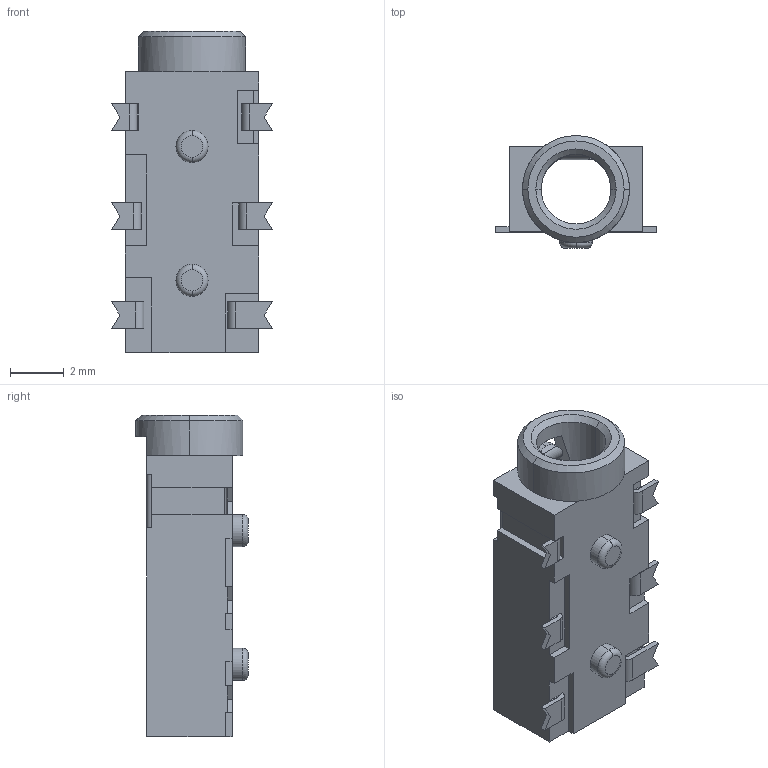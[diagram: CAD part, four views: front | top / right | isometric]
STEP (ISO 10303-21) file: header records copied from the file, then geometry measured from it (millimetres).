
FILE_DESCRIPTION (( 'STEP AP214' ), '1' );
FILE_NAME ('STX-25427-6N-TR_A.STEP', '2019-09-03T22:40:36', ( '' ), ( '' ), 'SwSTEP 2.0', 'SolidWorks 2018', '' );
FILE_SCHEMA (( 'AUTOMOTIVE_DESIGN' ));
Length unit declared in the file: millimetre
Products named in the file (1): STX-25427-6N-TR_A
Bounding box: 6 x 4.2 x 12 mm (x, y, z)
Volume: 119.9 mm3; surface area: 356.1 mm2
Topology: 1 solids, 1 shells, 167 faces, 489 edges, 320 vertices
Faces by surface type: plane 127, cylinder 32, cone 4, torus 4
Entity records: 6448 total; most frequent: CARTESIAN_POINT 1039, ORIENTED_EDGE 978, DIRECTION 887, EDGE_CURVE 489, VECTOR 391, LINE 391, VERTEX_POINT 320, AXIS2_PLACEMENT_3D 248
